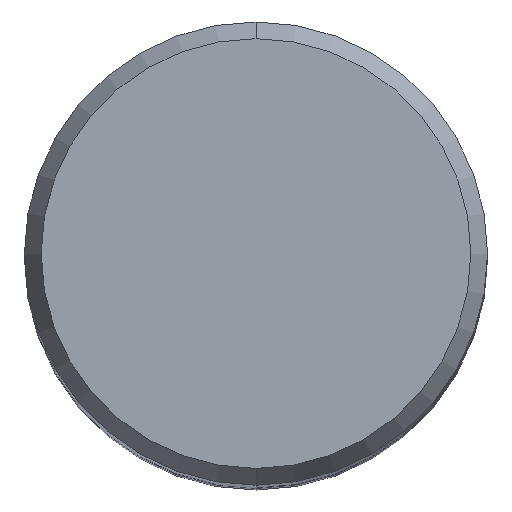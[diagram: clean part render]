
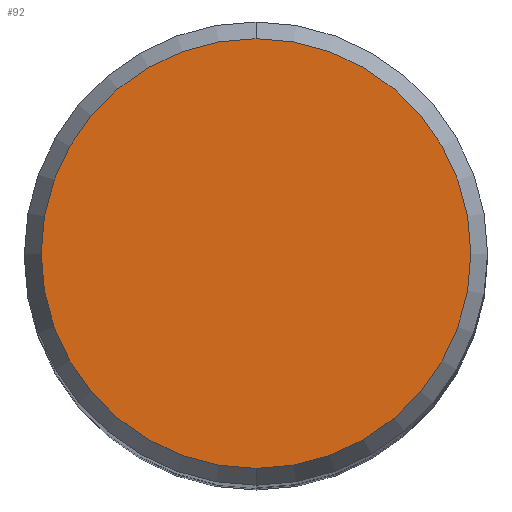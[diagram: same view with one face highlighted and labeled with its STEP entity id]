
A CAD part, top view. The second image highlights one B-rep face of the part: STEP entity #92.
In plain terms, the highlighted planar face has unit normal (0, 0, 1).
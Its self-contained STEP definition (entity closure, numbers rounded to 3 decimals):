
#90=EDGE_CURVE('',#102,#138,#211,.T.);
#92=ADVANCED_FACE('',(#213),#214,.T.);
#102=VERTEX_POINT('',#224);
#116=EDGE_CURVE('',#138,#102,#239,.T.);
#138=VERTEX_POINT('',#262);
#211=CIRCLE('',#343,5.892);
#213=FACE_OUTER_BOUND('',#345,.T.);
#214=PLANE('',#346);
#224=CARTESIAN_POINT('',(0.,-5.892,0.01));
#239=CIRCLE('',#382,5.892);
#262=CARTESIAN_POINT('',(0.0,5.892,0.01));
#343=AXIS2_PLACEMENT_3D('',#483,#484,#485);
#345=EDGE_LOOP('',(#487,#488));
#346=AXIS2_PLACEMENT_3D('',#489,#490,#491);
#382=AXIS2_PLACEMENT_3D('',#512,#513,#514);
#483=CARTESIAN_POINT('',(0.0,0.0,0.01));
#484=DIRECTION('',(0.0,0.0,-1.0));
#485=DIRECTION('',(0.0,1.0,0.0));
#487=ORIENTED_EDGE('',*,*,#116,.F.);
#488=ORIENTED_EDGE('',*,*,#90,.F.);
#489=CARTESIAN_POINT('',(0.0,2.946,0.01));
#490=DIRECTION('',(-0.0,0.0,1.0));
#491=DIRECTION('',(0.0,-1.0,0.0));
#512=CARTESIAN_POINT('',(0.0,0.0,0.01));
#513=DIRECTION('',(0.0,0.0,-1.0));
#514=DIRECTION('',(0.0,1.0,0.0));
